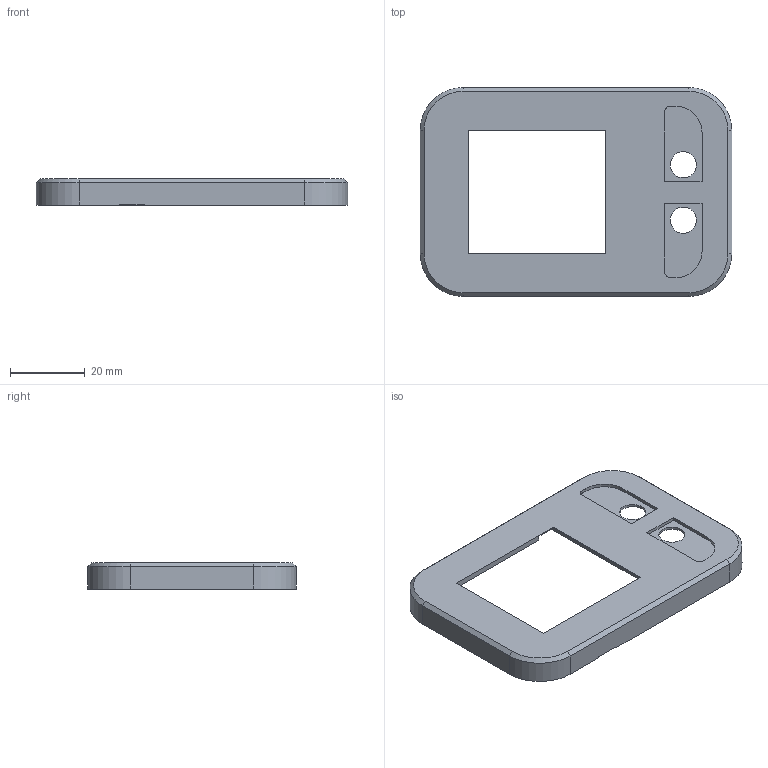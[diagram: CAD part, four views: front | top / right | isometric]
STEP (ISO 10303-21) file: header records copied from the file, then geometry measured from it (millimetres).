
FILE_DESCRIPTION(('FreeCAD Model'),'2;1');
FILE_NAME('Open CASCADE Shape Model','2025-10-31T16:24:39',(''),(''), 'Open CASCADE STEP processor 7.8','FreeCAD','Unknown');
FILE_SCHEMA(('AUTOMOTIVE_DESIGN { 1 0 10303 214 1 1 1 1 }'));
Length unit declared in the file: millimetre
Products named in the file (1): top
Bounding box: 83.5 x 56 x 7 mm (x, y, z)
Volume: 6417.3 mm3; surface area: 9980.4 mm2
Topology: 1 solids, 1 shells, 79 faces, 214 edges, 140 vertices
Faces by surface type: plane 49, cylinder 26, cone 4
Full cylindrical faces by diameter (mm): 7 x2
Entity records: 2516 total; most frequent: CARTESIAN_POINT 434, DIRECTION 430, ORIENTED_EDGE 428, EDGE_CURVE 214, LINE 158, VECTOR 158, VERTEX_POINT 140, AXIS2_PLACEMENT_3D 136
